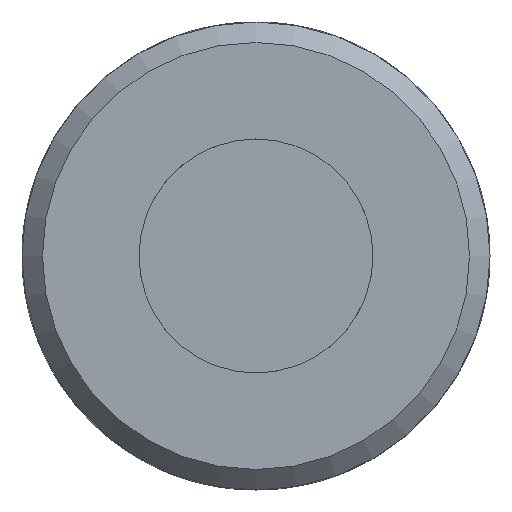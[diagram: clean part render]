
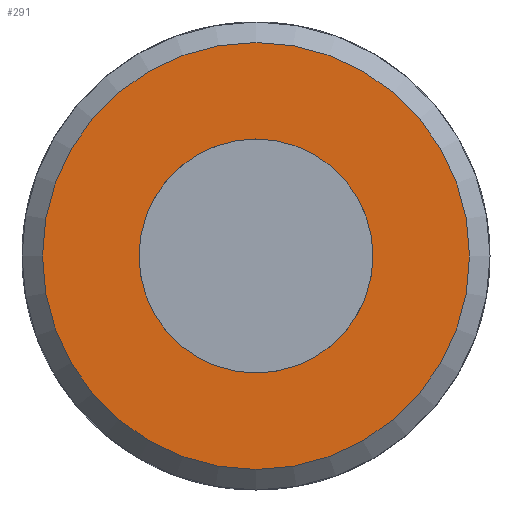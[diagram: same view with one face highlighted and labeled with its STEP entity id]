
A CAD part, left-side view. The second image highlights one B-rep face of the part: STEP entity #291.
In plain terms, the highlighted planar face has unit normal (-1, 0, 0).
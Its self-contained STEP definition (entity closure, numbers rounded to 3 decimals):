
#291 = ADVANCED_FACE( '', ( #585, #586 ), #587, .T. );
#585 = FACE_BOUND( '', #869, .T. );
#586 = FACE_OUTER_BOUND( '', #870, .T. );
#587 = PLANE( '', #871 );
#869 = EDGE_LOOP( '', ( #1395 ) );
#870 = EDGE_LOOP( '', ( #1396 ) );
#871 = AXIS2_PLACEMENT_3D( '', #1397, #1398, #1399 );
#1395 = ORIENTED_EDGE( '', *, *, #1515, .T. );
#1396 = ORIENTED_EDGE( '', *, *, #1594, .F. );
#1397 = CARTESIAN_POINT( '', ( 0., 7.3, 0. ) );
#1398 = DIRECTION( '', ( -1., 0., 0. ) );
#1399 = DIRECTION( '', ( 0., 0., 1. ) );
#1515 = EDGE_CURVE( '', #1748, #1748, #1749, .T. );
#1594 = EDGE_CURVE( '', #1876, #1876, #1877, .T. );
#1748 = VERTEX_POINT( '', #2156 );
#1749 = CIRCLE( '', #2157, 4. );
#1876 = VERTEX_POINT( '', #2530 );
#1877 = CIRCLE( '', #2531, 7.3 );
#2156 = CARTESIAN_POINT( '', ( 0., 0., -4. ) );
#2157 = AXIS2_PLACEMENT_3D( '', #3070, #3071, #3072 );
#2530 = CARTESIAN_POINT( '', ( 0., 0., -7.3 ) );
#2531 = AXIS2_PLACEMENT_3D( '', #3168, #3169, #3170 );
#3070 = CARTESIAN_POINT( '', ( 0., 0., 0. ) );
#3071 = DIRECTION( '', ( 1., 0., 0. ) );
#3072 = DIRECTION( '', ( 0., 0., -1. ) );
#3168 = CARTESIAN_POINT( '', ( 0., 0., 0. ) );
#3169 = DIRECTION( '', ( 1., 0., 0. ) );
#3170 = DIRECTION( '', ( 0., 0., -1. ) );
